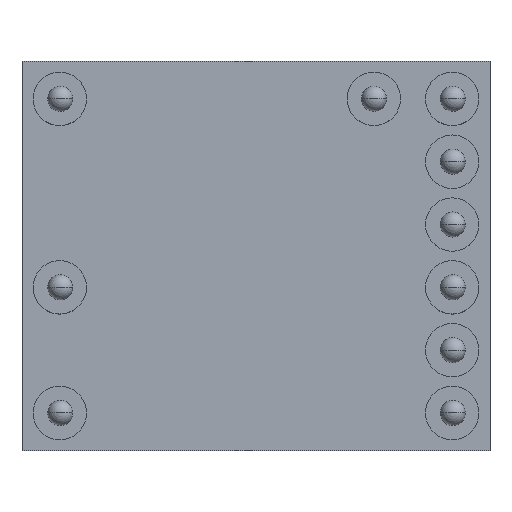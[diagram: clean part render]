
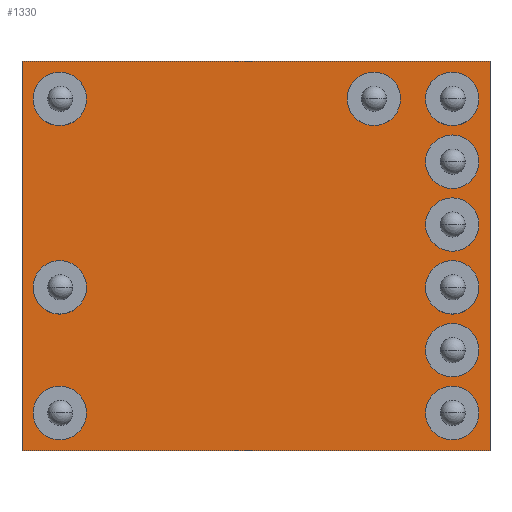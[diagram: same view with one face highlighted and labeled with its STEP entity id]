
A CAD part, top view. The second image highlights one B-rep face of the part: STEP entity #1330.
In plain terms, the highlighted planar face has unit normal (0, 0, 1).
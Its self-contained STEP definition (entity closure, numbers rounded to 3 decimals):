
#98=DIRECTION('',(1.,0.,0.));
#99=VECTOR('',#98,18.92);
#100=CARTESIAN_POINT('',(0.,0.,1.));
#101=LINE('',#100,#99);
#112=DIRECTION('',(0.,-1.,0.));
#113=VECTOR('',#112,15.75);
#114=CARTESIAN_POINT('',(0.,15.75,1.));
#115=LINE('',#114,#113);
#126=DIRECTION('',(-1.,0.,0.));
#127=VECTOR('',#126,18.92);
#128=CARTESIAN_POINT('',(18.92,15.75,1.));
#129=LINE('',#128,#127);
#140=DIRECTION('',(0.,1.,0.));
#141=VECTOR('',#140,15.75);
#142=CARTESIAN_POINT('',(18.92,0.,1.));
#143=LINE('',#142,#141);
#147=CARTESIAN_POINT('',(1.525,1.525,1.));
#148=DIRECTION('',(0.,0.,1.));
#149=DIRECTION('',(1.,0.,0.));
#150=AXIS2_PLACEMENT_3D('',#147,#148,#149);
#155=CARTESIAN_POINT('',(1.525,1.525,1.));
#156=DIRECTION('',(0.,0.,1.));
#157=DIRECTION('',(-1.,0.,0.));
#158=AXIS2_PLACEMENT_3D('',#155,#156,#157);
#163=CARTESIAN_POINT('',(1.525,6.605,1.));
#164=DIRECTION('',(0.,0.,1.));
#165=DIRECTION('',(1.,0.,0.));
#166=AXIS2_PLACEMENT_3D('',#163,#164,#165);
#171=CARTESIAN_POINT('',(1.525,6.605,1.));
#172=DIRECTION('',(0.,0.,1.));
#173=DIRECTION('',(-1.,0.,0.));
#174=AXIS2_PLACEMENT_3D('',#171,#172,#173);
#179=CARTESIAN_POINT('',(1.525,14.225,1.));
#180=DIRECTION('',(0.,0.,1.));
#181=DIRECTION('',(1.,0.,0.));
#182=AXIS2_PLACEMENT_3D('',#179,#180,#181);
#187=CARTESIAN_POINT('',(1.525,14.225,1.));
#188=DIRECTION('',(0.,0.,1.));
#189=DIRECTION('',(-1.,0.,0.));
#190=AXIS2_PLACEMENT_3D('',#187,#188,#189);
#195=CARTESIAN_POINT('',(17.395,1.525,1.));
#196=DIRECTION('',(0.,0.,1.));
#197=DIRECTION('',(1.,0.,0.));
#198=AXIS2_PLACEMENT_3D('',#195,#196,#197);
#203=CARTESIAN_POINT('',(17.395,1.525,1.));
#204=DIRECTION('',(0.,0.,1.));
#205=DIRECTION('',(-1.,0.,0.));
#206=AXIS2_PLACEMENT_3D('',#203,#204,#205);
#211=CARTESIAN_POINT('',(17.395,4.065,1.));
#212=DIRECTION('',(0.,0.,1.));
#213=DIRECTION('',(1.,0.,0.));
#214=AXIS2_PLACEMENT_3D('',#211,#212,#213);
#219=CARTESIAN_POINT('',(17.395,4.065,1.));
#220=DIRECTION('',(0.,0.,1.));
#221=DIRECTION('',(-1.,0.,0.));
#222=AXIS2_PLACEMENT_3D('',#219,#220,#221);
#227=CARTESIAN_POINT('',(17.395,6.605,1.));
#228=DIRECTION('',(0.,0.,1.));
#229=DIRECTION('',(1.,0.,0.));
#230=AXIS2_PLACEMENT_3D('',#227,#228,#229);
#235=CARTESIAN_POINT('',(17.395,6.605,1.));
#236=DIRECTION('',(0.,0.,1.));
#237=DIRECTION('',(-1.,0.,0.));
#238=AXIS2_PLACEMENT_3D('',#235,#236,#237);
#243=CARTESIAN_POINT('',(17.395,9.145,1.));
#244=DIRECTION('',(0.,0.,1.));
#245=DIRECTION('',(1.,0.,0.));
#246=AXIS2_PLACEMENT_3D('',#243,#244,#245);
#251=CARTESIAN_POINT('',(17.395,9.145,1.));
#252=DIRECTION('',(0.,0.,1.));
#253=DIRECTION('',(-1.,0.,0.));
#254=AXIS2_PLACEMENT_3D('',#251,#252,#253);
#259=CARTESIAN_POINT('',(17.395,11.685,1.));
#260=DIRECTION('',(0.,0.,1.));
#261=DIRECTION('',(1.,0.,0.));
#262=AXIS2_PLACEMENT_3D('',#259,#260,#261);
#267=CARTESIAN_POINT('',(17.395,11.685,1.));
#268=DIRECTION('',(0.,0.,1.));
#269=DIRECTION('',(-1.,0.,0.));
#270=AXIS2_PLACEMENT_3D('',#267,#268,#269);
#275=CARTESIAN_POINT('',(17.395,14.225,1.));
#276=DIRECTION('',(0.,0.,1.));
#277=DIRECTION('',(1.,0.,0.));
#278=AXIS2_PLACEMENT_3D('',#275,#276,#277);
#283=CARTESIAN_POINT('',(17.395,14.225,1.));
#284=DIRECTION('',(0.,0.,1.));
#285=DIRECTION('',(-1.,0.,0.));
#286=AXIS2_PLACEMENT_3D('',#283,#284,#285);
#291=CARTESIAN_POINT('',(14.225,14.23,1.));
#292=DIRECTION('',(0.,0.,1.));
#293=DIRECTION('',(1.,0.,0.));
#294=AXIS2_PLACEMENT_3D('',#291,#292,#293);
#299=CARTESIAN_POINT('',(14.225,14.23,1.));
#300=DIRECTION('',(0.,0.,1.));
#301=DIRECTION('',(-1.,0.,0.));
#302=AXIS2_PLACEMENT_3D('',#299,#300,#301);
#969=CARTESIAN_POINT('',(0.,0.,1.));
#970=VERTEX_POINT('',#969);
#971=CARTESIAN_POINT('',(18.92,0.,1.));
#972=VERTEX_POINT('',#971);
#973=CARTESIAN_POINT('',(0.,15.75,1.));
#974=VERTEX_POINT('',#973);
#975=CARTESIAN_POINT('',(18.92,15.75,1.));
#976=VERTEX_POINT('',#975);
#977=CARTESIAN_POINT('',(2.605,1.525,1.));
#978=CARTESIAN_POINT('',(0.445,1.525,1.));
#979=VERTEX_POINT('',#977);
#980=VERTEX_POINT('',#978);
#981=CARTESIAN_POINT('',(2.605,6.605,1.));
#982=CARTESIAN_POINT('',(0.445,6.605,1.));
#983=VERTEX_POINT('',#981);
#984=VERTEX_POINT('',#982);
#985=CARTESIAN_POINT('',(2.605,14.225,1.));
#986=CARTESIAN_POINT('',(0.445,14.225,1.));
#987=VERTEX_POINT('',#985);
#988=VERTEX_POINT('',#986);
#989=CARTESIAN_POINT('',(18.475,1.525,1.));
#990=CARTESIAN_POINT('',(16.315,1.525,1.));
#991=VERTEX_POINT('',#989);
#992=VERTEX_POINT('',#990);
#993=CARTESIAN_POINT('',(18.475,4.065,1.));
#994=CARTESIAN_POINT('',(16.315,4.065,1.));
#995=VERTEX_POINT('',#993);
#996=VERTEX_POINT('',#994);
#997=CARTESIAN_POINT('',(18.475,6.605,1.));
#998=CARTESIAN_POINT('',(16.315,6.605,1.));
#999=VERTEX_POINT('',#997);
#1000=VERTEX_POINT('',#998);
#1001=CARTESIAN_POINT('',(18.475,9.145,1.));
#1002=CARTESIAN_POINT('',(16.315,9.145,1.));
#1003=VERTEX_POINT('',#1001);
#1004=VERTEX_POINT('',#1002);
#1005=CARTESIAN_POINT('',(18.475,11.685,1.));
#1006=CARTESIAN_POINT('',(16.315,11.685,1.));
#1007=VERTEX_POINT('',#1005);
#1008=VERTEX_POINT('',#1006);
#1009=CARTESIAN_POINT('',(18.475,14.225,1.));
#1010=CARTESIAN_POINT('',(16.315,14.225,1.));
#1011=VERTEX_POINT('',#1009);
#1012=VERTEX_POINT('',#1010);
#1013=CARTESIAN_POINT('',(15.305,14.23,1.));
#1014=CARTESIAN_POINT('',(13.145,14.23,1.));
#1015=VERTEX_POINT('',#1013);
#1016=VERTEX_POINT('',#1014);
#1259=CARTESIAN_POINT('',(0.,0.,1.));
#1260=DIRECTION('',(0.,0.,1.));
#1261=DIRECTION('',(1.,0.,0.));
#1262=AXIS2_PLACEMENT_3D('',#1259,#1260,#1261);
#1263=PLANE('',#1262);
#1264=ORIENTED_EDGE('',*,*,#1163,.F.);
#1265=ORIENTED_EDGE('',*,*,#1190,.F.);
#1266=ORIENTED_EDGE('',*,*,#1216,.F.);
#1267=ORIENTED_EDGE('',*,*,#1241,.F.);
#1268=EDGE_LOOP('',(#1264,#1265,#1266,#1267));
#1269=FACE_OUTER_BOUND('',#1268,.F.);
#1271=ORIENTED_EDGE('',*,*,#1270,.T.);
#1273=ORIENTED_EDGE('',*,*,#1272,.T.);
#1274=EDGE_LOOP('',(#1271,#1273));
#1275=FACE_BOUND('',#1274,.F.);
#1277=ORIENTED_EDGE('',*,*,#1276,.T.);
#1279=ORIENTED_EDGE('',*,*,#1278,.T.);
#1280=EDGE_LOOP('',(#1277,#1279));
#1281=FACE_BOUND('',#1280,.F.);
#1283=ORIENTED_EDGE('',*,*,#1282,.T.);
#1285=ORIENTED_EDGE('',*,*,#1284,.T.);
#1286=EDGE_LOOP('',(#1283,#1285));
#1287=FACE_BOUND('',#1286,.F.);
#1289=ORIENTED_EDGE('',*,*,#1288,.T.);
#1291=ORIENTED_EDGE('',*,*,#1290,.T.);
#1292=EDGE_LOOP('',(#1289,#1291));
#1293=FACE_BOUND('',#1292,.F.);
#1295=ORIENTED_EDGE('',*,*,#1294,.T.);
#1297=ORIENTED_EDGE('',*,*,#1296,.T.);
#1298=EDGE_LOOP('',(#1295,#1297));
#1299=FACE_BOUND('',#1298,.F.);
#1301=ORIENTED_EDGE('',*,*,#1300,.T.);
#1303=ORIENTED_EDGE('',*,*,#1302,.T.);
#1304=EDGE_LOOP('',(#1301,#1303));
#1305=FACE_BOUND('',#1304,.F.);
#1307=ORIENTED_EDGE('',*,*,#1306,.T.);
#1309=ORIENTED_EDGE('',*,*,#1308,.T.);
#1310=EDGE_LOOP('',(#1307,#1309));
#1311=FACE_BOUND('',#1310,.F.);
#1313=ORIENTED_EDGE('',*,*,#1312,.T.);
#1315=ORIENTED_EDGE('',*,*,#1314,.T.);
#1316=EDGE_LOOP('',(#1313,#1315));
#1317=FACE_BOUND('',#1316,.F.);
#1319=ORIENTED_EDGE('',*,*,#1318,.T.);
#1321=ORIENTED_EDGE('',*,*,#1320,.T.);
#1322=EDGE_LOOP('',(#1319,#1321));
#1323=FACE_BOUND('',#1322,.F.);
#1325=ORIENTED_EDGE('',*,*,#1324,.T.);
#1327=ORIENTED_EDGE('',*,*,#1326,.T.);
#1328=EDGE_LOOP('',(#1325,#1327));
#1329=FACE_BOUND('',#1328,.F.);
#1330=ADVANCED_FACE('',(#1269,#1275,#1281,#1287,#1293,#1299,#1305,#1311,#1317,
#1323,#1329),#1263,.T.);
#151=CIRCLE('',#150,1.08);
#159=CIRCLE('',#158,1.08);
#167=CIRCLE('',#166,1.08);
#175=CIRCLE('',#174,1.08);
#183=CIRCLE('',#182,1.08);
#191=CIRCLE('',#190,1.08);
#199=CIRCLE('',#198,1.08);
#207=CIRCLE('',#206,1.08);
#215=CIRCLE('',#214,1.08);
#223=CIRCLE('',#222,1.08);
#231=CIRCLE('',#230,1.08);
#239=CIRCLE('',#238,1.08);
#247=CIRCLE('',#246,1.08);
#255=CIRCLE('',#254,1.08);
#263=CIRCLE('',#262,1.08);
#271=CIRCLE('',#270,1.08);
#279=CIRCLE('',#278,1.08);
#287=CIRCLE('',#286,1.08);
#295=CIRCLE('',#294,1.08);
#303=CIRCLE('',#302,1.08);
#1163=EDGE_CURVE('',#970,#972,#101,.T.);
#1190=EDGE_CURVE('',#974,#970,#115,.T.);
#1216=EDGE_CURVE('',#976,#974,#129,.T.);
#1241=EDGE_CURVE('',#972,#976,#143,.T.);
#1270=EDGE_CURVE('',#979,#980,#151,.T.);
#1272=EDGE_CURVE('',#980,#979,#159,.T.);
#1276=EDGE_CURVE('',#983,#984,#167,.T.);
#1278=EDGE_CURVE('',#984,#983,#175,.T.);
#1282=EDGE_CURVE('',#987,#988,#183,.T.);
#1284=EDGE_CURVE('',#988,#987,#191,.T.);
#1288=EDGE_CURVE('',#991,#992,#199,.T.);
#1290=EDGE_CURVE('',#992,#991,#207,.T.);
#1294=EDGE_CURVE('',#995,#996,#215,.T.);
#1296=EDGE_CURVE('',#996,#995,#223,.T.);
#1300=EDGE_CURVE('',#999,#1000,#231,.T.);
#1302=EDGE_CURVE('',#1000,#999,#239,.T.);
#1306=EDGE_CURVE('',#1003,#1004,#247,.T.);
#1308=EDGE_CURVE('',#1004,#1003,#255,.T.);
#1312=EDGE_CURVE('',#1007,#1008,#263,.T.);
#1314=EDGE_CURVE('',#1008,#1007,#271,.T.);
#1318=EDGE_CURVE('',#1011,#1012,#279,.T.);
#1320=EDGE_CURVE('',#1012,#1011,#287,.T.);
#1324=EDGE_CURVE('',#1015,#1016,#295,.T.);
#1326=EDGE_CURVE('',#1016,#1015,#303,.T.);
